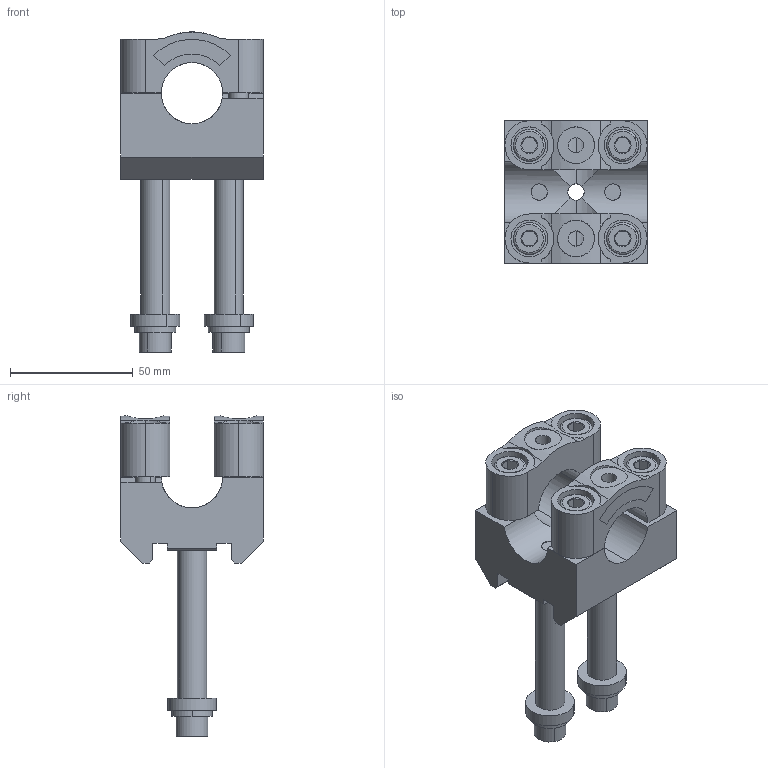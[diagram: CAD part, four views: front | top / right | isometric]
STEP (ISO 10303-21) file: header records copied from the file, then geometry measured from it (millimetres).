
FILE_DESCRIPTION(('CATIA V5 STEP Exchange','CAx-IF Rec.Pracs.--- Model Styling and Organization---1.4--- 2014-01-23'),'2;1');
FILE_NAME('TOS_044_SET_457661_01.stp','2021-06-08T10:44:13+00:00',('none'),('none'),'CATIA Version 5-6 Release 2018 SP3 HF13','CATIA V5 STEP AP214','none');
FILE_SCHEMA(('AUTOMOTIVE_DESIGN { 1 0 10303 214 1 1 1 1 }'));
Length unit declared in the file: millimetre
Products named in the file (1): TOS_044_SET_457661_01
Bounding box: 58 x 58 x 130.49 mm (x, y, z)
Volume: 128498.7 mm3; surface area: 47970.3 mm2
Topology: 1 solids, 5 shells, 340 faces, 846 edges, 552 vertices
Faces by surface type: cylinder 142, plane 122, cone 60, torus 16
Entity records: 9602 total; most frequent: CARTESIAN_POINT 2133, ORIENTED_EDGE 1676, DIRECTION 1181, EDGE_CURVE 838, AXIS2_PLACEMENT_3D 554, VERTEX_POINT 552, VECTOR 412, LINE 412
